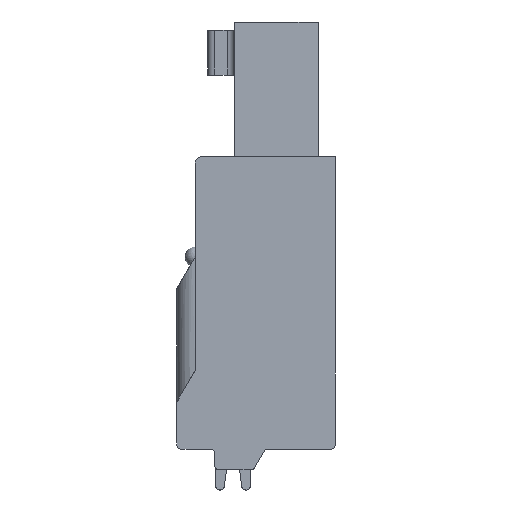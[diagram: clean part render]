
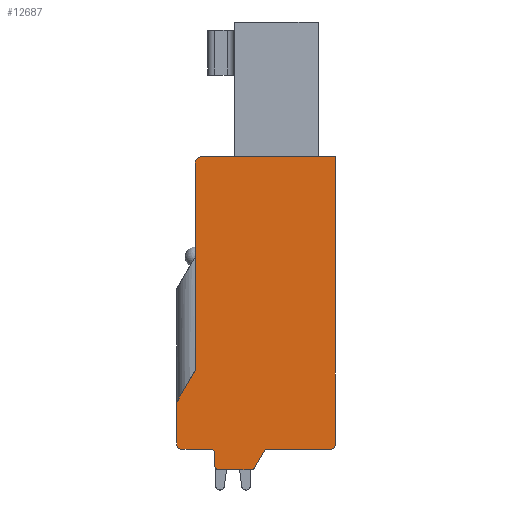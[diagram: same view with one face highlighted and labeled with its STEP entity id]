
A CAD part, front view. The second image highlights one B-rep face of the part: STEP entity #12687.
In plain terms, the highlighted planar face has unit normal (0, -1, 0).
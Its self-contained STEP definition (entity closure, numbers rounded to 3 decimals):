
#1115=DIRECTION('',(0.,0.,-1.));
#1116=VECTOR('',#1115,10.141);
#1117=CARTESIAN_POINT('',(-6.85,0.,-0.3));
#1118=LINE('',#1117,#1116);
#1279=DIRECTION('',(0.,0.,-1.));
#1280=VECTOR('',#1279,2.1);
#1281=CARTESIAN_POINT('',(-7.75,0.,-12.));
#1282=LINE('',#1281,#1280);
#1295=DIRECTION('',(1.,0.,0.));
#1296=VECTOR('',#1295,1.45);
#1297=CARTESIAN_POINT('',(-7.55,0.,-14.3));
#1298=LINE('',#1297,#1296);
#1303=DIRECTION('',(1.,0.,0.));
#1304=VECTOR('',#1303,3.107);
#1305=CARTESIAN_POINT('',(-3.307,0.,-14.3));
#1306=LINE('',#1305,#1304);
#1483=DIRECTION('',(0.,0.,1.));
#1484=VECTOR('',#1483,14.1);
#1485=CARTESIAN_POINT('',(0.,0.,-14.1));
#1486=LINE('',#1485,#1484);
#3048=DIRECTION('',(1.,0.,0.));
#3049=VECTOR('',#3048,6.55);
#3050=CARTESIAN_POINT('',(-6.55,0.,0.));
#3051=LINE('',#3050,#3049);
#3052=CARTESIAN_POINT('',(-0.2,0.,-14.1));
#3053=DIRECTION('',(0.,1.,0.));
#3054=DIRECTION('',(1.,0.,0.));
#3055=AXIS2_PLACEMENT_3D('',#3052,#3053,#3054);
#3057=CARTESIAN_POINT('',(-3.307,0.,-14.5));
#3058=DIRECTION('',(0.,-1.,0.));
#3059=DIRECTION('',(0.,0.,1.));
#3060=AXIS2_PLACEMENT_3D('',#3057,#3058,#3059);
#3062=DIRECTION('',(-0.5,0.,-0.866));
#3063=VECTOR('',#3062,0.924);
#3064=CARTESIAN_POINT('',(-3.48,0.,-14.4));
#3065=LINE('',#3064,#3063);
#3066=CARTESIAN_POINT('',(-4.115,0.,-15.1));
#3067=DIRECTION('',(0.,1.,0.));
#3068=DIRECTION('',(0.866,0.,-0.5));
#3069=AXIS2_PLACEMENT_3D('',#3066,#3067,#3068);
#3071=CARTESIAN_POINT('',(-5.7,0.,-15.1));
#3072=DIRECTION('',(0.,1.,0.));
#3073=DIRECTION('',(0.,0.,-1.));
#3074=AXIS2_PLACEMENT_3D('',#3071,#3072,#3073);
#3076=CARTESIAN_POINT('',(-6.1,0.,-14.5));
#3077=DIRECTION('',(0.,-1.,0.));
#3078=DIRECTION('',(1.,0.,0.));
#3079=AXIS2_PLACEMENT_3D('',#3076,#3077,#3078);
#3081=CARTESIAN_POINT('',(-7.55,0.,-14.1));
#3082=DIRECTION('',(0.,1.,0.));
#3083=DIRECTION('',(0.,0.,-1.));
#3084=AXIS2_PLACEMENT_3D('',#3081,#3082,#3083);
#3086=DIRECTION('',(0.5,0.,0.866));
#3087=VECTOR('',#3086,1.8);
#3088=CARTESIAN_POINT('',(-7.75,0.,-12.));
#3089=LINE('',#3088,#3087);
#3090=CARTESIAN_POINT('',(-6.55,0.,-0.3));
#3091=DIRECTION('',(0.,1.,0.));
#3092=DIRECTION('',(-1.,0.,0.));
#3093=AXIS2_PLACEMENT_3D('',#3090,#3091,#3092);
#3143=DIRECTION('',(0.,0.,-1.));
#3144=VECTOR('',#3143,0.6);
#3145=CARTESIAN_POINT('',(-5.9,0.,-14.5));
#3146=LINE('',#3145,#3144);
#3155=DIRECTION('',(1.,0.,0.));
#3156=VECTOR('',#3155,1.585);
#3157=CARTESIAN_POINT('',(-5.7,0.,-15.3));
#3158=LINE('',#3157,#3156);
#6899=CARTESIAN_POINT('',(-6.85,0.,-0.3));
#6900=VERTEX_POINT('',#6899);
#6901=CARTESIAN_POINT('',(-6.85,0.,-10.441));
#6902=VERTEX_POINT('',#6901);
#6968=CARTESIAN_POINT('',(-7.75,0.,-12.));
#6969=VERTEX_POINT('',#6968);
#6970=CARTESIAN_POINT('',(-7.75,0.,-14.1));
#6971=VERTEX_POINT('',#6970);
#6972=CARTESIAN_POINT('',(-7.55,0.,-14.3));
#6973=VERTEX_POINT('',#6972);
#6974=CARTESIAN_POINT('',(-6.1,0.,-14.3));
#6975=VERTEX_POINT('',#6974);
#6980=CARTESIAN_POINT('',(-3.307,0.,-14.3));
#6981=VERTEX_POINT('',#6980);
#6982=CARTESIAN_POINT('',(-0.2,0.,-14.3));
#6983=VERTEX_POINT('',#6982);
#7040=CARTESIAN_POINT('',(0.,0.,-14.1));
#7041=VERTEX_POINT('',#7040);
#7042=CARTESIAN_POINT('',(0.,0.,0.));
#7043=VERTEX_POINT('',#7042);
#7044=CARTESIAN_POINT('',(-6.55,0.,0.));
#7045=VERTEX_POINT('',#7044);
#7072=CARTESIAN_POINT('',(-3.48,0.,-14.4));
#7073=VERTEX_POINT('',#7072);
#7074=CARTESIAN_POINT('',(-3.942,0.,-15.2));
#7075=VERTEX_POINT('',#7074);
#7076=CARTESIAN_POINT('',(-4.115,0.,-15.3));
#7077=VERTEX_POINT('',#7076);
#7078=CARTESIAN_POINT('',(-5.7,0.,-15.3));
#7079=VERTEX_POINT('',#7078);
#7080=CARTESIAN_POINT('',(-5.9,0.,-15.1));
#7081=VERTEX_POINT('',#7080);
#7082=CARTESIAN_POINT('',(-5.9,0.,-14.5));
#7083=VERTEX_POINT('',#7082);
#12654=CARTESIAN_POINT('',(0.,0.,0.));
#12655=DIRECTION('',(0.,1.,0.));
#12656=DIRECTION('',(1.,0.,0.));
#12657=AXIS2_PLACEMENT_3D('',#12654,#12655,#12656);
#12658=PLANE('',#12657);
#12659=ORIENTED_EDGE('',*,*,#10619,.T.);
#12660=ORIENTED_EDGE('',*,*,#10514,.F.);
#12661=ORIENTED_EDGE('',*,*,#10499,.T.);
#12662=ORIENTED_EDGE('',*,*,#10286,.F.);
#12664=ORIENTED_EDGE('',*,*,#12663,.T.);
#12666=ORIENTED_EDGE('',*,*,#12665,.T.);
#12668=ORIENTED_EDGE('',*,*,#12667,.T.);
#12670=ORIENTED_EDGE('',*,*,#12669,.F.);
#12672=ORIENTED_EDGE('',*,*,#12671,.T.);
#12674=ORIENTED_EDGE('',*,*,#12673,.F.);
#12676=ORIENTED_EDGE('',*,*,#12675,.T.);
#12677=ORIENTED_EDGE('',*,*,#10278,.F.);
#12678=ORIENTED_EDGE('',*,*,#10255,.T.);
#12679=ORIENTED_EDGE('',*,*,#10240,.F.);
#12681=ORIENTED_EDGE('',*,*,#12680,.T.);
#12682=ORIENTED_EDGE('',*,*,#10048,.F.);
#12684=ORIENTED_EDGE('',*,*,#12683,.T.);
#12685=EDGE_LOOP('',(#12659,#12660,#12661,#12662,#12664,#12666,#12668,#12670,
#12672,#12674,#12676,#12677,#12678,#12679,#12681,#12682,#12684));
#12686=FACE_OUTER_BOUND('',#12685,.F.);
#3056=CIRCLE('',#3055,0.2);
#3061=CIRCLE('',#3060,0.2);
#3070=CIRCLE('',#3069,0.2);
#3075=CIRCLE('',#3074,0.2);
#3080=CIRCLE('',#3079,0.2);
#3085=CIRCLE('',#3084,0.2);
#3094=CIRCLE('',#3093,0.3);
#10048=EDGE_CURVE('',#6900,#6902,#1118,.T.);
#10240=EDGE_CURVE('',#6969,#6971,#1282,.T.);
#10255=EDGE_CURVE('',#6973,#6971,#3085,.T.);
#10278=EDGE_CURVE('',#6973,#6975,#1298,.T.);
#10286=EDGE_CURVE('',#6981,#6983,#1306,.T.);
#10499=EDGE_CURVE('',#7041,#6983,#3056,.T.);
#10514=EDGE_CURVE('',#7041,#7043,#1486,.T.);
#10619=EDGE_CURVE('',#7045,#7043,#3051,.T.);
#12663=EDGE_CURVE('',#6981,#7073,#3061,.T.);
#12665=EDGE_CURVE('',#7073,#7075,#3065,.T.);
#12667=EDGE_CURVE('',#7075,#7077,#3070,.T.);
#12669=EDGE_CURVE('',#7079,#7077,#3158,.T.);
#12671=EDGE_CURVE('',#7079,#7081,#3075,.T.);
#12673=EDGE_CURVE('',#7083,#7081,#3146,.T.);
#12675=EDGE_CURVE('',#7083,#6975,#3080,.T.);
#12680=EDGE_CURVE('',#6969,#6902,#3089,.T.);
#12683=EDGE_CURVE('',#6900,#7045,#3094,.T.);
#12687=ADVANCED_FACE('',(#12686),#12658,.F.);
